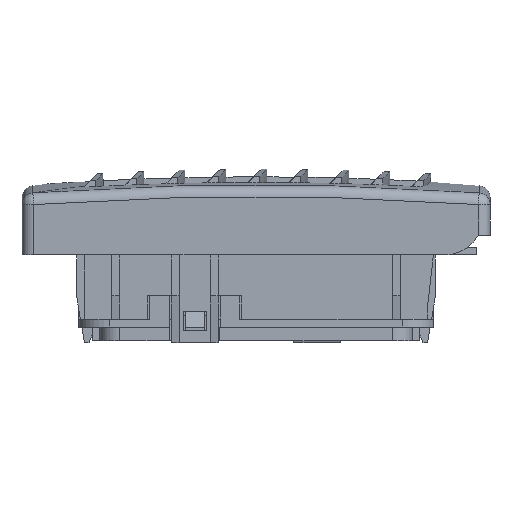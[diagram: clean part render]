
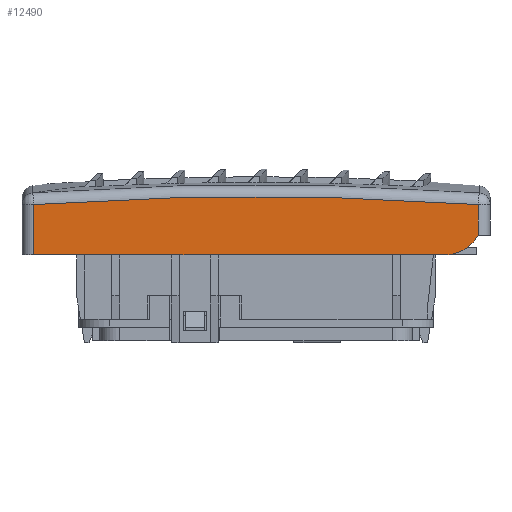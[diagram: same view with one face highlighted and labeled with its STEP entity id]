
A CAD part, left-side view. The second image highlights one B-rep face of the part: STEP entity #12490.
In plain terms, the highlighted planar face has unit normal (-1, 0, 0).
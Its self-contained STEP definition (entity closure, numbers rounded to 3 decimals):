
#715 = LINE ( 'NONE', #5393, #34926 ) ;
#2374 = EDGE_CURVE ( 'NONE', #34999, #8443, #18313, .T. ) ;
#2656 = DIRECTION ( 'NONE',  ( 0., -1., 0. ) ) ;
#3185 = AXIS2_PLACEMENT_3D ( 'NONE', #4523, #28429, #7992 ) ;
#4523 = CARTESIAN_POINT ( 'NONE',  ( -14., 14., 20. ) ) ;
#4611 = ORIENTED_EDGE ( 'NONE', *, *, #26951, .T. ) ;
#5393 = CARTESIAN_POINT ( 'NONE',  ( -14., -103., 20. ) ) ;
#6726 = VECTOR ( 'NONE', #8496, 1000. ) ;
#7992 = DIRECTION ( 'NONE',  ( 0., 1., 0. ) ) ;
#8331 = CARTESIAN_POINT ( 'NONE',  ( -14., -94.34, 0. ) ) ;
#8443 = VERTEX_POINT ( 'NONE', #8331 ) ;
#8496 = DIRECTION ( 'NONE',  ( 0., 0., -1. ) ) ;
#8850 = VERTEX_POINT ( 'NONE', #38452 ) ;
#11951 = CARTESIAN_POINT ( 'NONE',  ( -14., 11., 20. ) ) ;
#12490 = ADVANCED_FACE ( 'NONE', ( #43659 ), #34980, .F. ) ;
#12873 = CARTESIAN_POINT ( 'NONE',  ( -14., -94.34, 10. ) ) ;
#13764 = ORIENTED_EDGE ( 'NONE', *, *, #40619, .T. ) ;
#14016 = DIRECTION ( 'NONE',  ( -1., 0., 0. ) ) ;
#15364 = AXIS2_PLACEMENT_3D ( 'NONE', #12873, #36704, #16292 ) ;
#16157 = VERTEX_POINT ( 'NONE', #31574 ) ;
#16292 = DIRECTION ( 'NONE',  ( 0., 1., 0. ) ) ;
#18313 = LINE ( 'NONE', #40390, #19352 ) ;
#18825 = CIRCLE ( 'NONE', #24733, 794.959 ) ;
#19352 = VECTOR ( 'NONE', #2656, 1000. ) ;
#24733 = AXIS2_PLACEMENT_3D ( 'NONE', #34405, #14016, #37864 ) ;
#24894 = LINE ( 'NONE', #11951, #6726 ) ;
#26247 = EDGE_CURVE ( 'NONE', #16157, #8850, #715, .T. ) ;
#26344 = CARTESIAN_POINT ( 'NONE',  ( -14., 11., 12.913 ) ) ;
#26479 = EDGE_LOOP ( 'NONE', ( #44110, #4611, #28715, #13764, #43985 ) ) ;
#26951 = EDGE_CURVE ( 'NONE', #8443, #16157, #28955, .T. ) ;
#27529 = VERTEX_POINT ( 'NONE', #26344 ) ;
#28429 = DIRECTION ( 'NONE',  ( 1., 0., 0. ) ) ;
#28715 = ORIENTED_EDGE ( 'NONE', *, *, #26247, .T. ) ;
#28955 = CIRCLE ( 'NONE', #15364, 10. ) ;
#31574 = CARTESIAN_POINT ( 'NONE',  ( -14., -103., 5. ) ) ;
#34405 = CARTESIAN_POINT ( 'NONE',  ( -14., -46., -780. ) ) ;
#34926 = VECTOR ( 'NONE', #36151, 1000. ) ;
#34980 = PLANE ( 'NONE',  #3185 ) ;
#34999 = VERTEX_POINT ( 'NONE', #39624 ) ;
#36151 = DIRECTION ( 'NONE',  ( 0., 0., 1. ) ) ;
#36704 = DIRECTION ( 'NONE',  ( -1., 0., 0. ) ) ;
#37864 = DIRECTION ( 'NONE',  ( 0., 1., 0. ) ) ;
#38452 = CARTESIAN_POINT ( 'NONE',  ( -14., -103., 12.913 ) ) ;
#39624 = CARTESIAN_POINT ( 'NONE',  ( -14., 11., 0. ) ) ;
#40390 = CARTESIAN_POINT ( 'NONE',  ( -14., 14., 0. ) ) ;
#40619 = EDGE_CURVE ( 'NONE', #8850, #27529, #18825, .T. ) ;
#42230 = EDGE_CURVE ( 'NONE', #27529, #34999, #24894, .T. ) ;
#43659 = FACE_OUTER_BOUND ( 'NONE', #26479, .T. ) ;
#43985 = ORIENTED_EDGE ( 'NONE', *, *, #42230, .T. ) ;
#44110 = ORIENTED_EDGE ( 'NONE', *, *, #2374, .T. ) ;
